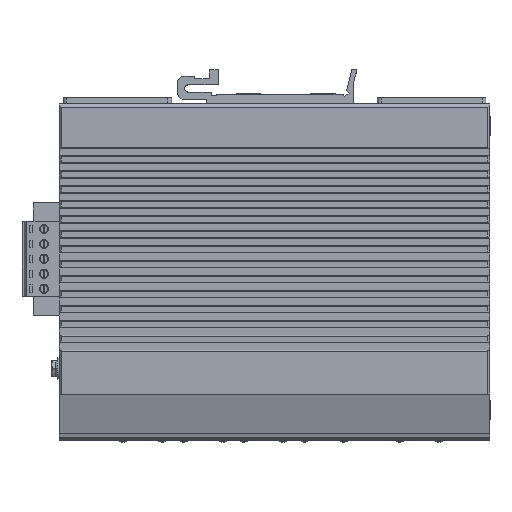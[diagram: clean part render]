
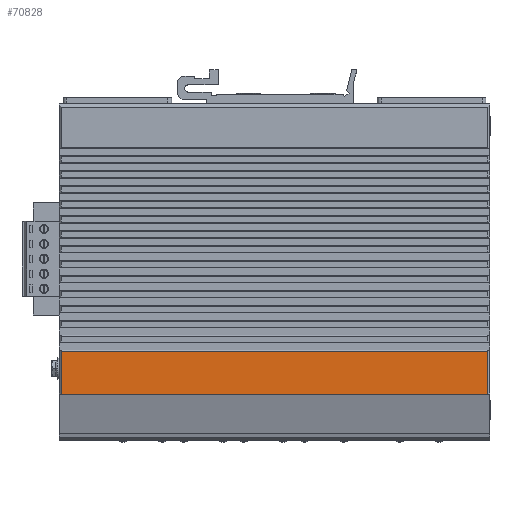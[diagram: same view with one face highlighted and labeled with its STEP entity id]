
A CAD part, top view. The second image highlights one B-rep face of the part: STEP entity #70828.
In plain terms, the highlighted planar face has unit normal (0, 0, 1).
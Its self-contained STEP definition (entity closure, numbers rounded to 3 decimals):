
#66476=DIRECTION('',(0.,-1.,0.));
#66477=VECTOR('',#66476,11.526);
#66478=CARTESIAN_POINT('',(10481.774,-2460.755,
40.631));
#66479=LINE('',#66478,#66477);
#66484=CARTESIAN_POINT('',(10481.774,-2460.755,
40.631));
#67172=DIRECTION('',(1.,0.,0.));
#67173=VECTOR('',#67172,114.);
#67174=CARTESIAN_POINT('',(10367.774,-2460.755,
40.631));
#67175=LINE('',#67174,#67173);
#67188=DIRECTION('',(0.,-1.,0.));
#67189=VECTOR('',#67188,11.526);
#67190=CARTESIAN_POINT('',(10367.774,-2460.755,
40.631));
#67191=LINE('',#67190,#67189);
#67200=DIRECTION('',(-1.,0.,0.));
#67201=VECTOR('',#67200,114.);
#67202=CARTESIAN_POINT('',(10481.774,-2472.281,
40.631));
#67203=LINE('',#67202,#67201);
#69502=CARTESIAN_POINT('',(10367.774,-2472.281,
40.631));
#69503=VERTEX_POINT('',#69502);
#69507=CARTESIAN_POINT('',(10481.774,-2472.281,
40.631));
#69508=VERTEX_POINT('',#69507);
#69513=CARTESIAN_POINT('',(10367.774,-2460.755,
40.631));
#69514=VERTEX_POINT('',#69513);
#69517=VERTEX_POINT('',#66484);
#70815=CARTESIAN_POINT('',(10482.274,-2460.755,
40.631));
#70816=DIRECTION('',(0.,0.,1.));
#70817=DIRECTION('',(-1.,0.,0.));
#70818=AXIS2_PLACEMENT_3D('',#70815,#70816,#70817);
#70819=PLANE('',#70818);
#70821=ORIENTED_EDGE('',*,*,#70820,.F.);
#70822=ORIENTED_EDGE('',*,*,#70806,.T.);
#70823=ORIENTED_EDGE('',*,*,#70321,.T.);
#70825=ORIENTED_EDGE('',*,*,#70824,.T.);
#70826=EDGE_LOOP('',(#70821,#70822,#70823,#70825));
#70827=FACE_OUTER_BOUND('',#70826,.F.);
#70321=EDGE_CURVE('',#69517,#69508,#66479,.T.);
#70806=EDGE_CURVE('',#69514,#69517,#67175,.T.);
#70820=EDGE_CURVE('',#69514,#69503,#67191,.T.);
#70824=EDGE_CURVE('',#69508,#69503,#67203,.T.);
#70828=ADVANCED_FACE('',(#70827),#70819,.T.);
